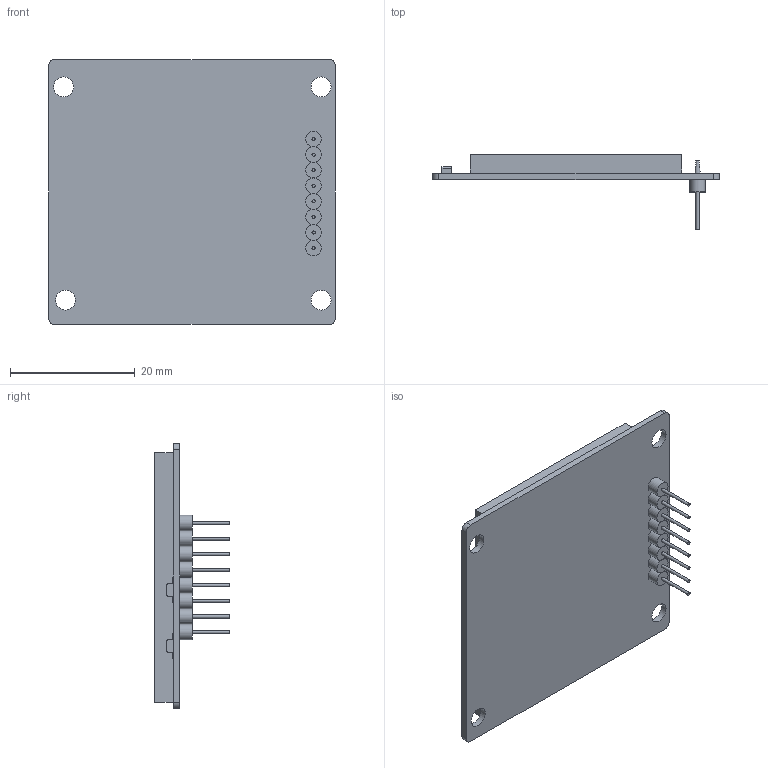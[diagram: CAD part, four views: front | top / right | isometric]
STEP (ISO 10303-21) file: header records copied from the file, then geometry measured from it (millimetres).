
FILE_DESCRIPTION(/* description */ (''),/* implementation_level */ '2;1');
FILE_NAME(/* name */ 'Nokia LCD.stp',/* time_stamp */ '2020-05-13T05:11:21+07:00',/* author */ ('Arrofiq'),/* organization */ (''),/* preprocessor_version */ 'ST-DEVELOPER v17',/* originating_system */ 'Autodesk Inventor 2019',/* authorisation */ '');
FILE_SCHEMA (('AUTOMOTIVE_DESIGN { 1 0 10303 214 3 1 1 }'));
Length unit declared in the file: millimetre
Products named in the file (1): Nokia LCD
Bounding box: 46 x 12 x 42.5 mm (x, y, z)
Volume: 6054.3 mm3; surface area: 4756 mm2
Topology: 1 solids, 1 shells, 106 faces, 228 edges, 138 vertices
Faces by surface type: plane 58, cylinder 40, cone 8
Full cylindrical faces by diameter (mm): 0.5 x8, 3.2 x4
Entity records: 3006 total; most frequent: DIRECTION 538, CARTESIAN_POINT 473, ORIENTED_EDGE 456, EDGE_CURVE 228, AXIS2_PLACEMENT_3D 203, VERTEX_POINT 138, EDGE_LOOP 135, LINE 132
